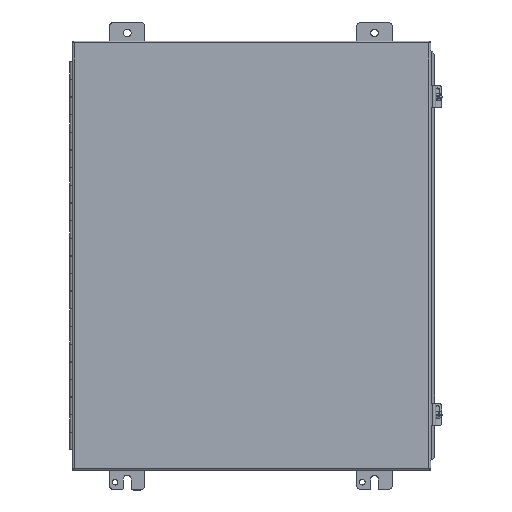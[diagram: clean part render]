
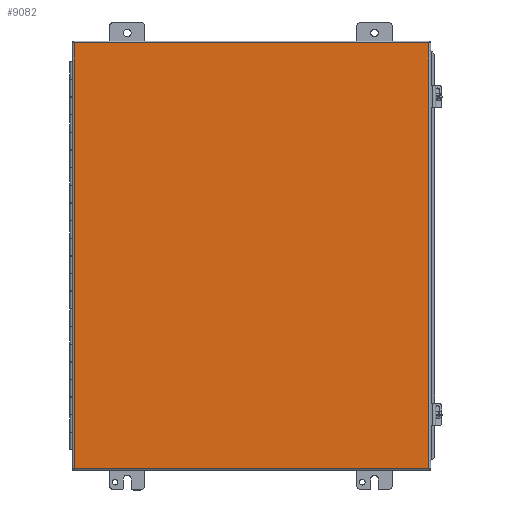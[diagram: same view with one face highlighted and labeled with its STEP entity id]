
A CAD part, top view. The second image highlights one B-rep face of the part: STEP entity #9082.
In plain terms, the highlighted planar face has unit normal (0, 0, 1).
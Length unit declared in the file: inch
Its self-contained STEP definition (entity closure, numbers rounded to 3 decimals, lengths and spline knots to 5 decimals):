
#447=PLANE('',#9975);
#864=FACE_OUTER_BOUND('',#1427,.T.);
#1427=EDGE_LOOP('',(#6718,#6719,#6720,#6721));
#2076=LINE('',#15155,#2905);
#2078=LINE('',#15159,#2907);
#2079=LINE('',#15162,#2908);
#2080=LINE('',#15164,#2909);
#2905=VECTOR('',#11461,0.3937);
#2907=VECTOR('',#11467,0.3937);
#2908=VECTOR('',#11472,0.3937);
#2909=VECTOR('',#11475,0.3937);
#3999=VERTEX_POINT('',#14641);
#4011=VERTEX_POINT('',#14742);
#4024=VERTEX_POINT('',#14905);
#4026=VERTEX_POINT('',#14976);
#5008=EDGE_CURVE('',#4011,#3999,#2076,.T.);
#5010=EDGE_CURVE('',#4024,#4011,#2078,.T.);
#5011=EDGE_CURVE('',#3999,#4026,#2079,.T.);
#5012=EDGE_CURVE('',#4026,#4024,#2080,.T.);
#6718=ORIENTED_EDGE('',*,*,#5008,.T.);
#6719=ORIENTED_EDGE('',*,*,#5011,.T.);
#6720=ORIENTED_EDGE('',*,*,#5012,.T.);
#6721=ORIENTED_EDGE('',*,*,#5010,.T.);
#9082=ADVANCED_FACE('',(#864),#447,.T.);
#9975=AXIS2_PLACEMENT_3D('',#15166,#11478,#11479);
#11461=DIRECTION('',(1.,0.,0.));
#11467=DIRECTION('',(0.,-1.,0.));
#11472=DIRECTION('',(0.,1.,0.));
#11475=DIRECTION('',(-1.,0.,0.));
#11478=DIRECTION('center_axis',(0.,0.,1.));
#11479=DIRECTION('ref_axis',(1.,0.,0.));
#14641=CARTESIAN_POINT('',(20.20413,0.10587,0.059));
#14742=CARTESIAN_POINT('',(0.10587,0.10587,0.059));
#14905=CARTESIAN_POINT('',(0.10587,24.20413,0.059));
#14976=CARTESIAN_POINT('',(20.20413,24.20413,0.059));
#15155=CARTESIAN_POINT('',(5.13044,0.10587,0.059));
#15159=CARTESIAN_POINT('',(0.10587,18.17956,0.059));
#15162=CARTESIAN_POINT('',(20.20413,6.13044,0.059));
#15164=CARTESIAN_POINT('',(15.17956,24.20413,0.059));
#15166=CARTESIAN_POINT('Origin',(10.155,12.155,0.059));
